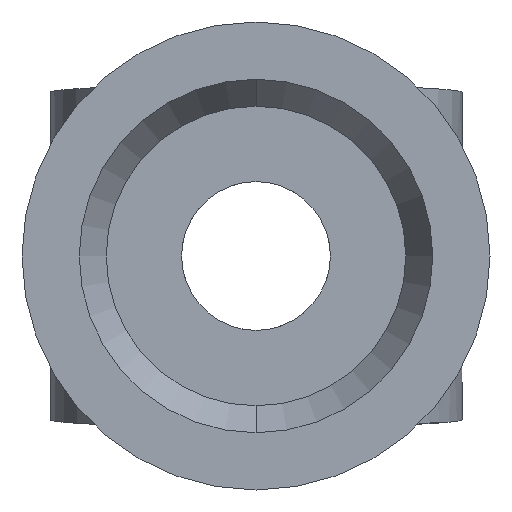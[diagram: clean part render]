
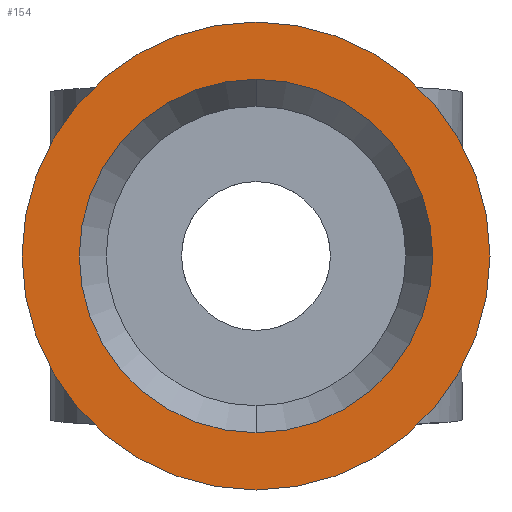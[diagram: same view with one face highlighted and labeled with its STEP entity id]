
A CAD part, front view. The second image highlights one B-rep face of the part: STEP entity #154.
In plain terms, the highlighted planar face has unit normal (0, -1, 0).
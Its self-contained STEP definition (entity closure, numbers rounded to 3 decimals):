
#2 = CARTESIAN_POINT ( 'NONE',  ( 0., 0., 0. ) ) ;
#18 = AXIS2_PLACEMENT_3D ( 'NONE', #527, #68, #612 ) ;
#24 = CARTESIAN_POINT ( 'NONE',  ( 0., 0., 0. ) ) ;
#68 = DIRECTION ( 'NONE',  ( 0., -1., 0. ) ) ;
#85 = DIRECTION ( 'NONE',  ( 0., 0., -1. ) ) ;
#99 = EDGE_CURVE ( 'NONE', #193, #566, #297, .T. ) ;
#109 = DIRECTION ( 'NONE',  ( 0., 0., -1. ) ) ;
#125 = CARTESIAN_POINT ( 'NONE',  ( 0., 0., 0. ) ) ;
#154 = ADVANCED_FACE ( 'NONE', ( #794, #247 ), #622, .F. ) ;
#159 = EDGE_CURVE ( 'NONE', #328, #303, #401, .T. ) ;
#184 = ORIENTED_EDGE ( 'NONE', *, *, #543, .F. ) ;
#193 = VERTEX_POINT ( 'NONE', #473 ) ;
#201 = DIRECTION ( 'NONE',  ( 0., 0., -1. ) ) ;
#242 = DIRECTION ( 'NONE',  ( 0., 0., 1. ) ) ;
#246 = CIRCLE ( 'NONE', #808, 7.5 ) ;
#247 = FACE_OUTER_BOUND ( 'NONE', #919, .T. ) ;
#292 = EDGE_CURVE ( 'NONE', #566, #193, #246, .T. ) ;
#297 = CIRCLE ( 'NONE', #18, 7.5 ) ;
#303 = VERTEX_POINT ( 'NONE', #637 ) ;
#314 = ORIENTED_EDGE ( 'NONE', *, *, #292, .T. ) ;
#328 = VERTEX_POINT ( 'NONE', #965 ) ;
#339 = CARTESIAN_POINT ( 'NONE',  ( 0., 0., 7.5 ) ) ;
#401 = CIRCLE ( 'NONE', #948, 5.666 ) ;
#423 = ORIENTED_EDGE ( 'NONE', *, *, #99, .T. ) ;
#432 = CIRCLE ( 'NONE', #695, 5.666 ) ;
#473 = CARTESIAN_POINT ( 'NONE',  ( 0., 0., -7.5 ) ) ;
#527 = CARTESIAN_POINT ( 'NONE',  ( 0., 0., 0. ) ) ;
#537 = CARTESIAN_POINT ( 'NONE',  ( 0., 0., 0. ) ) ;
#543 = EDGE_CURVE ( 'NONE', #303, #328, #432, .T. ) ;
#544 = DIRECTION ( 'NONE',  ( 0., -1., 0. ) ) ;
#566 = VERTEX_POINT ( 'NONE', #339 ) ;
#570 = DIRECTION ( 'NONE',  ( 0., -1., 0. ) ) ;
#612 = DIRECTION ( 'NONE',  ( 0., 0., -1. ) ) ;
#622 = PLANE ( 'NONE',  #945 ) ;
#637 = CARTESIAN_POINT ( 'NONE',  ( 0., 0., -5.666 ) ) ;
#647 = EDGE_LOOP ( 'NONE', ( #184, #871 ) ) ;
#666 = DIRECTION ( 'NONE',  ( 0., -1., 0. ) ) ;
#695 = AXIS2_PLACEMENT_3D ( 'NONE', #24, #570, #109 ) ;
#704 = DIRECTION ( 'NONE',  ( 0., 1., 0. ) ) ;
#794 = FACE_BOUND ( 'NONE', #647, .T. ) ;
#808 = AXIS2_PLACEMENT_3D ( 'NONE', #125, #666, #201 ) ;
#871 = ORIENTED_EDGE ( 'NONE', *, *, #159, .F. ) ;
#919 = EDGE_LOOP ( 'NONE', ( #423, #314 ) ) ;
#945 = AXIS2_PLACEMENT_3D ( 'NONE', #537, #704, #242 ) ;
#948 = AXIS2_PLACEMENT_3D ( 'NONE', #2, #544, #85 ) ;
#965 = CARTESIAN_POINT ( 'NONE',  ( 0., 0., 5.666 ) ) ;
